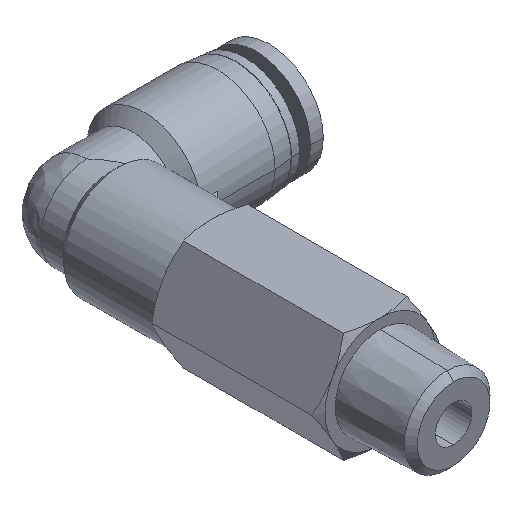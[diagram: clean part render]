
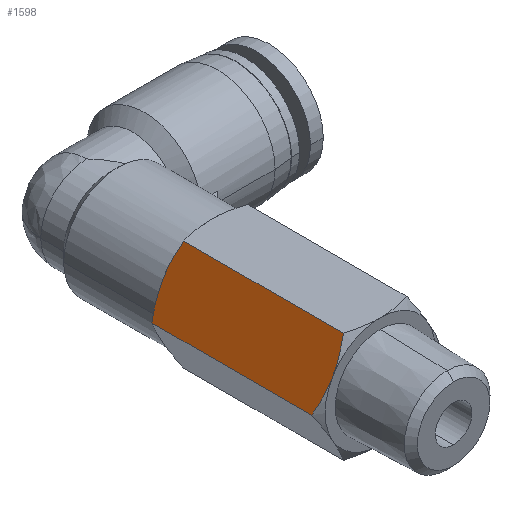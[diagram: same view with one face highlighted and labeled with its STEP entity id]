
A CAD part, isometric view. The second image highlights one B-rep face of the part: STEP entity #1598.
In plain terms, the highlighted planar face has unit normal (-0.866, 0, 0.5).
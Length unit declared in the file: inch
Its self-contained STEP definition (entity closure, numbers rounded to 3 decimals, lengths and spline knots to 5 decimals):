
#7 = CARTESIAN_POINT ( 'NONE',  ( -0.27276, -0.72835, 0. ) ) ;
#15 = DIRECTION ( 'NONE',  ( 0., 1., 0. ) ) ;
#255 = ORIENTED_EDGE ( 'NONE', *, *, #3155, .F. ) ;
#301 = CARTESIAN_POINT ( 'NONE',  ( -0.20457, -0.72835, 0.11811 ) ) ;
#309 = CARTESIAN_POINT ( 'NONE',  ( -0.13638, -0.70725, 0.23622 ) ) ;
#333 = ORIENTED_EDGE ( 'NONE', *, *, #2904, .F. ) ;
#343 = CARTESIAN_POINT ( 'NONE',  ( -0.22785, 0., 0.0778 ) ) ;
#380 = VERTEX_POINT ( 'NONE', #2700 ) ;
#381 = CARTESIAN_POINT ( 'NONE',  ( -0.1813, -0.72835, 0.15842 ) ) ;
#445 = LINE ( 'NONE', #3053, #3187 ) ;
#472 = VECTOR ( 'NONE', #499, 39.37008 ) ;
#499 = DIRECTION ( 'NONE',  ( 0., 1., 0. ) ) ;
#520 = CARTESIAN_POINT ( 'NONE',  ( -0.20457, -0.72835, 0.11811 ) ) ;
#765 = CARTESIAN_POINT ( 'NONE',  ( -0.25048, -0.72011, 0.03859 ) ) ;
#770 = DIRECTION ( 'NONE',  ( -0.866, 0., 0.5 ) ) ;
#780 = CARTESIAN_POINT ( 'NONE',  ( -0.15866, -0.72011, 0.19763 ) ) ;
#843 = CARTESIAN_POINT ( 'NONE',  ( -0.25048, -0.00824, 0.03859 ) ) ;
#914 = CARTESIAN_POINT ( 'NONE',  ( -0.1813, 0., 0.15842 ) ) ;
#1087 = ORIENTED_EDGE ( 'NONE', *, *, #1550, .T. ) ;
#1096 = B_SPLINE_CURVE_WITH_KNOTS ( 'NONE', 3,
 ( #520, #2002, #765, #2524 ),
 .UNSPECIFIED., .F., .F.,
 ( 4, 4 ),
 ( 0., 0.00351 ),
 .UNSPECIFIED. ) ;
#1184 = EDGE_CURVE ( 'NONE', #1455, #1367, #2418, .T. ) ;
#1353 = EDGE_CURVE ( 'NONE', #2250, #1417, #2264, .T. ) ;
#1367 = VERTEX_POINT ( 'NONE', #1670 ) ;
#1417 = VERTEX_POINT ( 'NONE', #1944 ) ;
#1449 = CARTESIAN_POINT ( 'NONE',  ( -0.13638, -0.70725, 0.23622 ) ) ;
#1455 = VERTEX_POINT ( 'NONE', #1449 ) ;
#1473 = CARTESIAN_POINT ( 'NONE',  ( -0.27276, -0.0211, 0. ) ) ;
#1550 = EDGE_CURVE ( 'NONE', #1455, #2250, #445, .T. ) ;
#1596 = FACE_OUTER_BOUND ( 'NONE', #1752, .T. ) ;
#1598 = ADVANCED_FACE ( 'NONE', ( #1596 ), #1742, .T. ) ;
#1610 = B_SPLINE_CURVE_WITH_KNOTS ( 'NONE', 3,
 ( #2091, #343, #843, #2617 ),
 .UNSPECIFIED., .F., .F.,
 ( 4, 4 ),
 ( 0., 0.00351 ),
 .UNSPECIFIED. ) ;
#1642 = ORIENTED_EDGE ( 'NONE', *, *, #2382, .T. ) ;
#1646 = AXIS2_PLACEMENT_3D ( 'NONE', #2267, #770, #2531 ) ;
#1649 = CARTESIAN_POINT ( 'NONE',  ( -0.13638, -0.0211, 0.23622 ) ) ;
#1670 = CARTESIAN_POINT ( 'NONE',  ( -0.20457, -0.72835, 0.11811 ) ) ;
#1742 = PLANE ( 'NONE',  #1646 ) ;
#1752 = EDGE_LOOP ( 'NONE', ( #1642, #333, #255, #2192, #1087, #2569 ) ) ;
#1908 = CARTESIAN_POINT ( 'NONE',  ( -0.15866, -0.00824, 0.19763 ) ) ;
#1944 = CARTESIAN_POINT ( 'NONE',  ( -0.20457, 0., 0.11811 ) ) ;
#2002 = CARTESIAN_POINT ( 'NONE',  ( -0.22785, -0.72835, 0.0778 ) ) ;
#2091 = CARTESIAN_POINT ( 'NONE',  ( -0.20457, 0., 0.11811 ) ) ;
#2192 = ORIENTED_EDGE ( 'NONE', *, *, #1184, .F. ) ;
#2246 = VERTEX_POINT ( 'NONE', #1473 ) ;
#2250 = VERTEX_POINT ( 'NONE', #3271 ) ;
#2264 = B_SPLINE_CURVE_WITH_KNOTS ( 'NONE', 3,
 ( #1649, #1908, #914, #2687 ),
 .UNSPECIFIED., .F., .F.,
 ( 4, 4 ),
 ( 0., 0.00351 ),
 .UNSPECIFIED. ) ;
#2267 = CARTESIAN_POINT ( 'NONE',  ( -0.13638, -0.72835, 0.23622 ) ) ;
#2382 = EDGE_CURVE ( 'NONE', #1417, #2246, #1610, .T. ) ;
#2385 = LINE ( 'NONE', #7, #472 ) ;
#2418 = B_SPLINE_CURVE_WITH_KNOTS ( 'NONE', 3,
 ( #309, #780, #381, #301 ),
 .UNSPECIFIED., .F., .F.,
 ( 4, 4 ),
 ( 0., 0.00351 ),
 .UNSPECIFIED. ) ;
#2524 = CARTESIAN_POINT ( 'NONE',  ( -0.27276, -0.70725, 0. ) ) ;
#2531 = DIRECTION ( 'NONE',  ( 0.5, 0., 0.866 ) ) ;
#2569 = ORIENTED_EDGE ( 'NONE', *, *, #1353, .T. ) ;
#2617 = CARTESIAN_POINT ( 'NONE',  ( -0.27276, -0.0211, 0. ) ) ;
#2687 = CARTESIAN_POINT ( 'NONE',  ( -0.20457, 0., 0.11811 ) ) ;
#2700 = CARTESIAN_POINT ( 'NONE',  ( -0.27276, -0.70725, 0. ) ) ;
#2904 = EDGE_CURVE ( 'NONE', #380, #2246, #2385, .T. ) ;
#3053 = CARTESIAN_POINT ( 'NONE',  ( -0.13638, -0.72835, 0.23622 ) ) ;
#3155 = EDGE_CURVE ( 'NONE', #1367, #380, #1096, .T. ) ;
#3187 = VECTOR ( 'NONE', #15, 39.37008 ) ;
#3271 = CARTESIAN_POINT ( 'NONE',  ( -0.13638, -0.0211, 0.23622 ) ) ;
